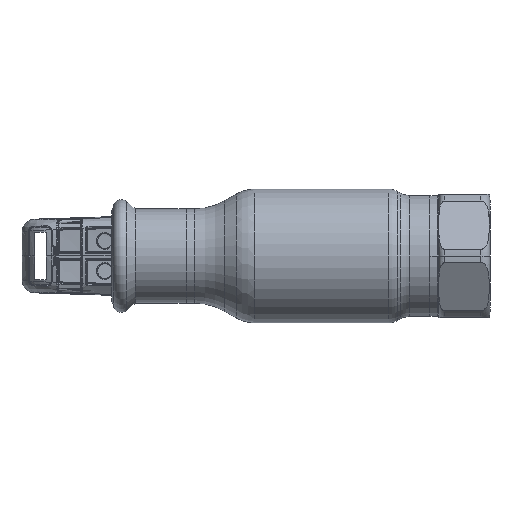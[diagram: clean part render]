
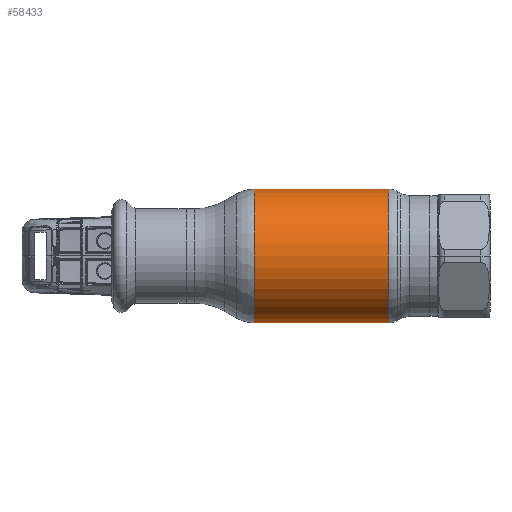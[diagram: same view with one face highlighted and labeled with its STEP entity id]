
A CAD part, front view. The second image highlights one B-rep face of the part: STEP entity #58433.
In plain terms, the highlighted cylindrical face has radius 22.25 mm (diameter 44.5 mm), a partial arc.
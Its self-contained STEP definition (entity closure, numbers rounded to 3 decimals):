
#27 = DIRECTION ( 'NONE',  ( 0., 0., 1. ) ) ;
#941 = AXIS2_PLACEMENT_3D ( 'NONE', #14296, #4908, #27 ) ;
#1920 = CIRCLE ( 'NONE', #57583, 22.25 ) ;
#2437 = AXIS2_PLACEMENT_3D ( 'NONE', #53675, #24690, #5279 ) ;
#3857 = CARTESIAN_POINT ( 'NONE',  ( 22.285, 0., 0. ) ) ;
#4908 = DIRECTION ( 'NONE',  ( -1., 0., 0. ) ) ;
#5279 = DIRECTION ( 'NONE',  ( 0., 0., 1. ) ) ;
#6231 = EDGE_LOOP ( 'NONE', ( #41059, #18222, #13841, #19000 ) ) ;
#9056 = VERTEX_POINT ( 'NONE', #25827 ) ;
#9165 = DIRECTION ( 'NONE',  ( 0., 0., 1. ) ) ;
#9468 = VECTOR ( 'NONE', #21490, 1000. ) ;
#10325 = VERTEX_POINT ( 'NONE', #19557 ) ;
#13312 = VERTEX_POINT ( 'NONE', #15200 ) ;
#13841 = ORIENTED_EDGE ( 'NONE', *, *, #55339, .T. ) ;
#14296 = CARTESIAN_POINT ( 'NONE',  ( -62.69, 0., 0. ) ) ;
#15200 = CARTESIAN_POINT ( 'NONE',  ( 22.285, 0., -22.25 ) ) ;
#16818 = EDGE_CURVE ( 'NONE', #13312, #10325, #30822, .T. ) ;
#16884 = LINE ( 'NONE', #18572, #54270 ) ;
#18169 = DIRECTION ( 'NONE',  ( -1., 0., 0. ) ) ;
#18222 = ORIENTED_EDGE ( 'NONE', *, *, #53052, .T. ) ;
#18572 = CARTESIAN_POINT ( 'NONE',  ( -62.69, 0., 22.25 ) ) ;
#19000 = ORIENTED_EDGE ( 'NONE', *, *, #47341, .F. ) ;
#19557 = CARTESIAN_POINT ( 'NONE',  ( -22.285, 0., -22.25 ) ) ;
#21490 = DIRECTION ( 'NONE',  ( -1., 0., 0. ) ) ;
#24690 = DIRECTION ( 'NONE',  ( -1., 0., 0. ) ) ;
#25827 = CARTESIAN_POINT ( 'NONE',  ( 22.285, 0., 22.25 ) ) ;
#30269 = CARTESIAN_POINT ( 'NONE',  ( -62.69, 0., -22.25 ) ) ;
#30822 = LINE ( 'NONE', #30269, #9468 ) ;
#36164 = CYLINDRICAL_SURFACE ( 'NONE', #941, 22.25 ) ;
#37652 = VERTEX_POINT ( 'NONE', #60371 ) ;
#38464 = FACE_OUTER_BOUND ( 'NONE', #6231, .T. ) ;
#38565 = DIRECTION ( 'NONE',  ( -1., 0., 0. ) ) ;
#41059 = ORIENTED_EDGE ( 'NONE', *, *, #16818, .F. ) ;
#47341 = EDGE_CURVE ( 'NONE', #10325, #37652, #50041, .T. ) ;
#50041 = CIRCLE ( 'NONE', #2437, 22.25 ) ;
#53052 = EDGE_CURVE ( 'NONE', #13312, #9056, #1920, .T. ) ;
#53675 = CARTESIAN_POINT ( 'NONE',  ( -22.285, 0., 0. ) ) ;
#54270 = VECTOR ( 'NONE', #18169, 1000. ) ;
#55339 = EDGE_CURVE ( 'NONE', #9056, #37652, #16884, .T. ) ;
#57583 = AXIS2_PLACEMENT_3D ( 'NONE', #3857, #38565, #9165 ) ;
#58433 = ADVANCED_FACE ( 'NONE', ( #38464 ), #36164, .T. ) ;
#60371 = CARTESIAN_POINT ( 'NONE',  ( -22.285, 0., 22.25 ) ) ;
